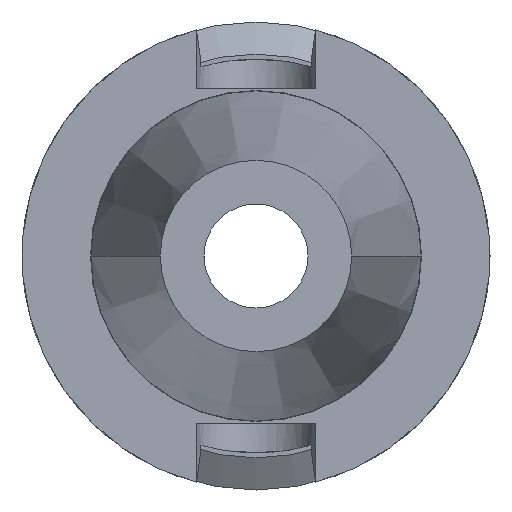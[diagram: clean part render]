
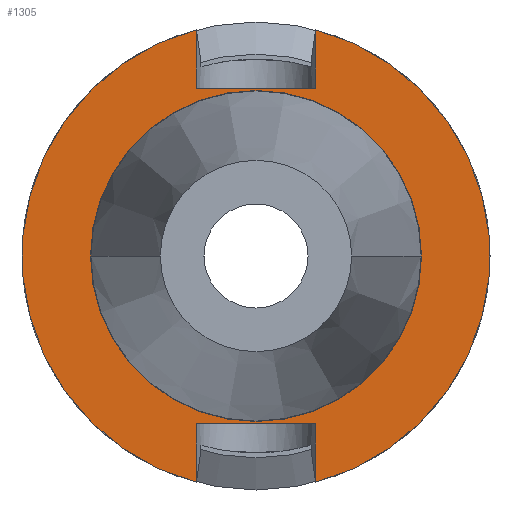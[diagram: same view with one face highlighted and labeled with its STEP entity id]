
A CAD part, left-side view. The second image highlights one B-rep face of the part: STEP entity #1305.
In plain terms, the highlighted planar face has unit normal (-1, 0, 0).
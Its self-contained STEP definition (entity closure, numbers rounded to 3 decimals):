
#227=CARTESIAN_POINT('',(2.,0.,0.));
#228=DIRECTION('',(-1.,0.,0.));
#229=DIRECTION('',(0.,0.256,0.967));
#230=AXIS2_PLACEMENT_3D('',#227,#228,#229);
#242=CARTESIAN_POINT('',(2.,0.,0.));
#243=DIRECTION('',(-1.,0.,0.));
#244=DIRECTION('',(0.,-0.256,-0.967));
#245=AXIS2_PLACEMENT_3D('',#242,#243,#244);
#437=DIRECTION('',(0.,1.,0.));
#438=VECTOR('',#437,16.1);
#439=CARTESIAN_POINT('',(2.,-8.05,-22.6));
#440=LINE('',#439,#438);
#444=DIRECTION('',(0.,0.,1.));
#445=VECTOR('',#444,7.854);
#446=CARTESIAN_POINT('',(2.,8.05,-30.454));
#447=LINE('',#446,#445);
#451=DIRECTION('',(0.,0.,-1.));
#452=VECTOR('',#451,7.854);
#453=CARTESIAN_POINT('',(2.,8.05,30.454));
#454=LINE('',#453,#452);
#458=DIRECTION('',(0.,1.,0.));
#459=VECTOR('',#458,16.1);
#460=CARTESIAN_POINT('',(2.,-8.05,22.6));
#461=LINE('',#460,#459);
#465=DIRECTION('',(0.,0.,-1.));
#466=VECTOR('',#465,7.854);
#467=CARTESIAN_POINT('',(2.,-8.05,30.454));
#468=LINE('',#467,#466);
#472=DIRECTION('',(0.,0.,1.));
#473=VECTOR('',#472,7.854);
#474=CARTESIAN_POINT('',(2.,-8.05,-30.454));
#475=LINE('',#474,#473);
#493=CARTESIAN_POINT('',(2.,0.,0.));
#494=DIRECTION('',(-1.,0.,0.));
#495=DIRECTION('',(0.,1.,0.));
#496=AXIS2_PLACEMENT_3D('',#493,#494,#495);
#501=CARTESIAN_POINT('',(2.,0.,0.));
#502=DIRECTION('',(1.,0.,0.));
#503=DIRECTION('',(0.,1.,0.));
#504=AXIS2_PLACEMENT_3D('',#501,#502,#503);
#835=CARTESIAN_POINT('',(2.,22.162,0.));
#837=VERTEX_POINT('',#835);
#845=CARTESIAN_POINT('',(2.,-22.162,0.));
#847=VERTEX_POINT('',#845);
#887=CARTESIAN_POINT('',(2.,8.05,30.454));
#889=VERTEX_POINT('',#887);
#891=CARTESIAN_POINT('',(2.,-8.05,30.454));
#893=VERTEX_POINT('',#891);
#895=CARTESIAN_POINT('',(2.,-8.05,22.6));
#896=CARTESIAN_POINT('',(2.,8.05,22.6));
#897=VERTEX_POINT('',#895);
#898=VERTEX_POINT('',#896);
#907=CARTESIAN_POINT('',(2.,8.05,-30.454));
#909=VERTEX_POINT('',#907);
#911=CARTESIAN_POINT('',(2.,-8.05,-30.454));
#913=VERTEX_POINT('',#911);
#915=CARTESIAN_POINT('',(2.,-8.05,-22.6));
#916=CARTESIAN_POINT('',(2.,8.05,-22.6));
#917=VERTEX_POINT('',#915);
#918=VERTEX_POINT('',#916);
#1281=CARTESIAN_POINT('',(2.,0.,0.));
#1282=DIRECTION('',(1.,0.,0.));
#1283=DIRECTION('',(0.,-1.,0.));
#1284=AXIS2_PLACEMENT_3D('',#1281,#1282,#1283);
#1285=PLANE('',#1284);
#1287=ORIENTED_EDGE('',*,*,#1286,.T.);
#1288=ORIENTED_EDGE('',*,*,#1128,.F.);
#1289=ORIENTED_EDGE('',*,*,#1149,.F.);
#1290=ORIENTED_EDGE('',*,*,#1262,.T.);
#1291=ORIENTED_EDGE('',*,*,#1272,.F.);
#1293=ORIENTED_EDGE('',*,*,#1292,.F.);
#1294=ORIENTED_EDGE('',*,*,#1161,.F.);
#1296=ORIENTED_EDGE('',*,*,#1295,.T.);
#1297=EDGE_LOOP('',(#1287,#1288,#1289,#1290,#1291,#1293,#1294,#1296));
#1298=FACE_OUTER_BOUND('',#1297,.F.);
#1300=ORIENTED_EDGE('',*,*,#1299,.T.);
#1302=ORIENTED_EDGE('',*,*,#1301,.F.);
#1303=EDGE_LOOP('',(#1300,#1302));
#1304=FACE_BOUND('',#1303,.F.);
#231=CIRCLE('',#230,31.5);
#246=CIRCLE('',#245,31.5);
#497=CIRCLE('',#496,22.162);
#505=CIRCLE('',#504,22.162);
#1128=EDGE_CURVE('',#909,#918,#447,.T.);
#1149=EDGE_CURVE('',#889,#909,#231,.T.);
#1161=EDGE_CURVE('',#913,#893,#246,.T.);
#1262=EDGE_CURVE('',#889,#898,#454,.T.);
#1272=EDGE_CURVE('',#897,#898,#461,.T.);
#1286=EDGE_CURVE('',#917,#918,#440,.T.);
#1292=EDGE_CURVE('',#893,#897,#468,.T.);
#1295=EDGE_CURVE('',#913,#917,#475,.T.);
#1299=EDGE_CURVE('',#837,#847,#497,.T.);
#1301=EDGE_CURVE('',#837,#847,#505,.T.);
#1305=ADVANCED_FACE('',(#1298,#1304),#1285,.F.);
